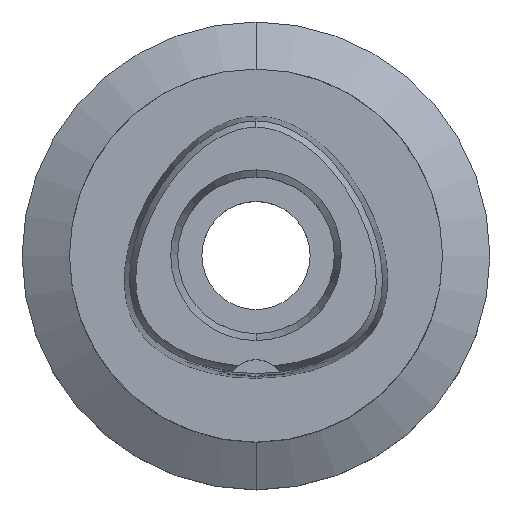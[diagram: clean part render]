
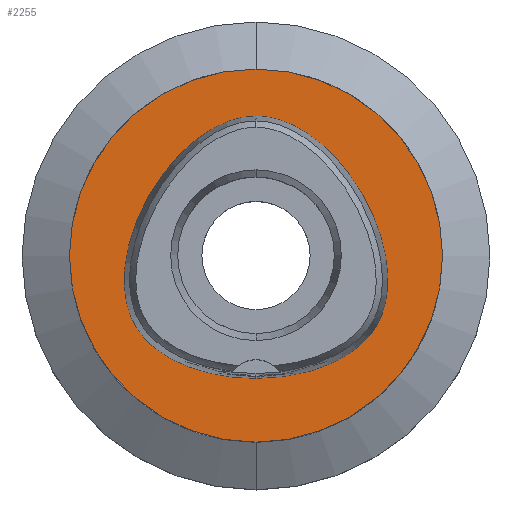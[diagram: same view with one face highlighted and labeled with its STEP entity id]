
A CAD part, top view. The second image highlights one B-rep face of the part: STEP entity #2255.
In plain terms, the highlighted planar face has unit normal (0, 0, 1).
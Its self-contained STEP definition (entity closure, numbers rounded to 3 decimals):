
#278=CARTESIAN_POINT('',(0.,0.,0.));
#279=DIRECTION('',(0.,0.,-1.));
#280=DIRECTION('',(0.,-1.,0.));
#281=AXIS2_PLACEMENT_3D('',#278,#279,#280);
#286=CARTESIAN_POINT('',(0.,0.,0.));
#287=DIRECTION('',(0.,0.,-1.));
#288=DIRECTION('',(0.,1.,0.));
#289=AXIS2_PLACEMENT_3D('',#286,#287,#288);
#294=CARTESIAN_POINT('',(0.,-16.455,0.));
#295=CARTESIAN_POINT('',(0.752,-16.455,0.));
#296=CARTESIAN_POINT('',(2.229,-16.396,
0.));
#297=CARTESIAN_POINT('',(4.394,-16.138,
0.));
#298=CARTESIAN_POINT('',(6.414,-15.73,0.));
#299=CARTESIAN_POINT('',(8.25,-15.2,0.));
#300=CARTESIAN_POINT('',(9.882,-14.575,0.));
#301=CARTESIAN_POINT('',(11.306,-13.883,0.));
#302=CARTESIAN_POINT('',(12.536,-13.143,0.));
#303=CARTESIAN_POINT('',(13.586,-12.37,0.));
#304=CARTESIAN_POINT('',(14.477,-11.574,0.));
#305=CARTESIAN_POINT('',(15.228,-10.755,0.));
#306=CARTESIAN_POINT('',(15.85,-9.925,0.));
#307=CARTESIAN_POINT('',(16.367,-9.065,0.));
#308=CARTESIAN_POINT('',(16.801,-8.138,0.));
#309=CARTESIAN_POINT('',(17.16,-7.114,0.));
#310=CARTESIAN_POINT('',(17.435,-5.983,0.));
#311=CARTESIAN_POINT('',(17.615,-4.73,0.));
#312=CARTESIAN_POINT('',(17.682,-3.342,0.));
#313=CARTESIAN_POINT('',(17.618,-1.811,0.));
#314=CARTESIAN_POINT('',(17.399,-0.132,0.));
#315=CARTESIAN_POINT('',(17.003,1.683,0.));
#316=CARTESIAN_POINT('',(16.412,3.61,0.));
#317=CARTESIAN_POINT('',(15.62,5.603,0.));
#318=CARTESIAN_POINT('',(14.637,7.597,0.));
#319=CARTESIAN_POINT('',(13.49,9.524,0.));
#320=CARTESIAN_POINT('',(12.217,11.321,0.));
#321=CARTESIAN_POINT('',(10.867,12.936,0.));
#322=CARTESIAN_POINT('',(9.49,14.335,0.));
#323=CARTESIAN_POINT('',(8.123,15.509,0.));
#324=CARTESIAN_POINT('',(6.794,16.464,0.));
#325=CARTESIAN_POINT('',(5.52,17.22,0.));
#326=CARTESIAN_POINT('',(4.305,17.797,0.));
#327=CARTESIAN_POINT('',(3.15,18.217,0.));
#328=CARTESIAN_POINT('',(2.051,18.5,0.));
#329=CARTESIAN_POINT('',(1.003,18.661,
0.));
#330=CARTESIAN_POINT('',(0.329,18.695,
0.));
#331=CARTESIAN_POINT('',(0.,18.695,
0.));
#336=CARTESIAN_POINT('',(0.,18.695,
0.));
#337=CARTESIAN_POINT('',(-0.33,18.695,
0.));
#338=CARTESIAN_POINT('',(-1.003,18.661,
0.));
#339=CARTESIAN_POINT('',(-2.052,18.5,
0.));
#340=CARTESIAN_POINT('',(-3.151,18.217,0.));
#341=CARTESIAN_POINT('',(-4.306,17.797,0.));
#342=CARTESIAN_POINT('',(-5.521,17.219,0.));
#343=CARTESIAN_POINT('',(-6.796,16.463,0.));
#344=CARTESIAN_POINT('',(-8.125,15.507,0.));
#345=CARTESIAN_POINT('',(-9.492,14.332,0.));
#346=CARTESIAN_POINT('',(-10.87,12.933,0.));
#347=CARTESIAN_POINT('',(-12.22,11.317,0.));
#348=CARTESIAN_POINT('',(-13.493,9.519,0.));
#349=CARTESIAN_POINT('',(-14.64,7.592,0.));
#350=CARTESIAN_POINT('',(-15.623,5.597,0.));
#351=CARTESIAN_POINT('',(-16.414,3.605,0.));
#352=CARTESIAN_POINT('',(-17.004,1.679,0.));
#353=CARTESIAN_POINT('',(-17.4,-0.137,0.));
#354=CARTESIAN_POINT('',(-17.618,-1.814,0.));
#355=CARTESIAN_POINT('',(-17.682,-3.346,0.));
#356=CARTESIAN_POINT('',(-17.614,-4.733,0.));
#357=CARTESIAN_POINT('',(-17.435,-5.986,0.));
#358=CARTESIAN_POINT('',(-17.159,-7.117,0.));
#359=CARTESIAN_POINT('',(-16.799,-8.142,0.));
#360=CARTESIAN_POINT('',(-16.367,-9.065,0.));
#361=CARTESIAN_POINT('',(-15.852,-9.922,0.));
#362=CARTESIAN_POINT('',(-15.231,-10.752,0.));
#363=CARTESIAN_POINT('',(-14.48,-11.571,0.));
#364=CARTESIAN_POINT('',(-13.59,-12.368,0.));
#365=CARTESIAN_POINT('',(-12.539,-13.141,0.));
#366=CARTESIAN_POINT('',(-11.31,-13.881,0.));
#367=CARTESIAN_POINT('',(-9.885,-14.574,0.));
#368=CARTESIAN_POINT('',(-8.253,-15.199,0.));
#369=CARTESIAN_POINT('',(-6.416,-15.73,0.));
#370=CARTESIAN_POINT('',(-4.396,-16.138,
0.));
#371=CARTESIAN_POINT('',(-2.23,-16.396,
0.));
#372=CARTESIAN_POINT('',(-0.752,-16.455,0.));
#373=CARTESIAN_POINT('',(0.,-16.455,0.));
#1476=VERTEX_POINT('',#336);
#1477=VERTEX_POINT('',#373);
#1482=CARTESIAN_POINT('',(0.,-25.,0.));
#1483=CARTESIAN_POINT('',(0.,25.,0.));
#1484=VERTEX_POINT('',#1482);
#1485=VERTEX_POINT('',#1483);
#2239=CARTESIAN_POINT('',(0.,0.,0.));
#2240=DIRECTION('',(0.,0.,-1.));
#2241=DIRECTION('',(0.,-1.,0.));
#2242=AXIS2_PLACEMENT_3D('',#2239,#2240,#2241);
#2243=PLANE('',#2242);
#2245=ORIENTED_EDGE('',*,*,#2244,.T.);
#2247=ORIENTED_EDGE('',*,*,#2246,.T.);
#2248=EDGE_LOOP('',(#2245,#2247));
#2249=FACE_OUTER_BOUND('',#2248,.F.);
#2251=ORIENTED_EDGE('',*,*,#2250,.T.);
#2252=ORIENTED_EDGE('',*,*,#2222,.T.);
#2253=EDGE_LOOP('',(#2251,#2252));
#2254=FACE_BOUND('',#2253,.F.);
#282=CIRCLE('',#281,25.);
#290=CIRCLE('',#289,25.);
#332=B_SPLINE_CURVE_WITH_KNOTS('',3,(#294,#295,#296,#297,#298,#299,#300,#301,
#302,#303,#304,#305,#306,#307,#308,#309,#310,#311,#312,#313,#314,#315,#316,#317,
#318,#319,#320,#321,#322,#323,#324,#325,#326,#327,#328,#329,#330,#331),
.UNSPECIFIED.,.F.,.F.,(4,1,1,1,1,1,1,1,1,1,1,1,1,1,1,1,1,1,1,1,1,1,1,1,1,1,1,1,
1,1,1,1,1,1,1,4),(0.,0.029,0.057,0.086,
0.114,0.143,0.171,0.2,0.229,
0.257,0.286,0.314,0.343,
0.371,0.4,0.429,0.457,0.486,
0.514,0.543,0.571,0.6,0.629,
0.657,0.686,0.714,0.743,
0.771,0.8,0.829,0.857,0.886,
0.914,0.943,0.971,1.),.UNSPECIFIED.);
#374=B_SPLINE_CURVE_WITH_KNOTS('',3,(#336,#337,#338,#339,#340,#341,#342,#343,
#344,#345,#346,#347,#348,#349,#350,#351,#352,#353,#354,#355,#356,#357,#358,#359,
#360,#361,#362,#363,#364,#365,#366,#367,#368,#369,#370,#371,#372,#373),
.UNSPECIFIED.,.F.,.F.,(4,1,1,1,1,1,1,1,1,1,1,1,1,1,1,1,1,1,1,1,1,1,1,1,1,1,1,1,
1,1,1,1,1,1,1,4),(0.,0.029,0.057,0.086,
0.114,0.143,0.171,0.2,0.229,
0.257,0.286,0.314,0.343,
0.371,0.4,0.429,0.457,0.486,
0.514,0.543,0.571,0.6,0.629,
0.657,0.686,0.714,0.743,
0.771,0.8,0.829,0.857,0.886,
0.914,0.943,0.971,1.),.UNSPECIFIED.);
#2222=EDGE_CURVE('',#1476,#1477,#374,.T.);
#2244=EDGE_CURVE('',#1484,#1485,#282,.T.);
#2246=EDGE_CURVE('',#1485,#1484,#290,.T.);
#2250=EDGE_CURVE('',#1477,#1476,#332,.T.);
#2255=ADVANCED_FACE('',(#2249,#2254),#2243,.F.);
